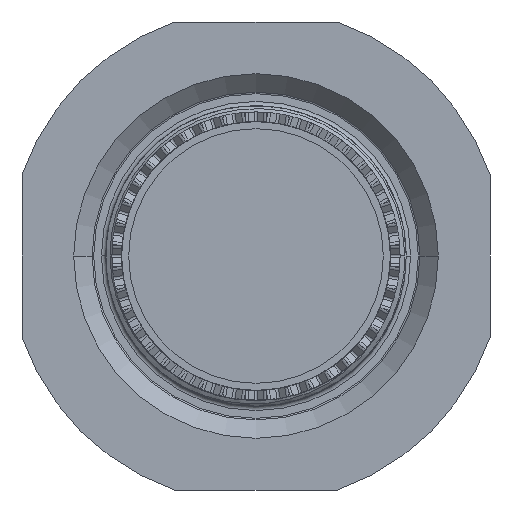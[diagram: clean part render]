
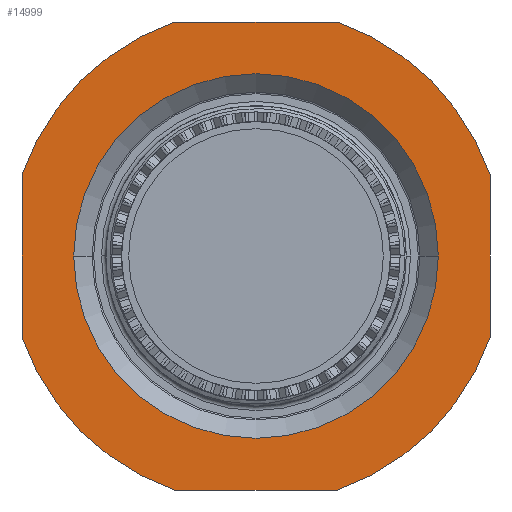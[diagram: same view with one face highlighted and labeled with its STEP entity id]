
A CAD part, front view. The second image highlights one B-rep face of the part: STEP entity #14999.
In plain terms, the highlighted planar face has unit normal (0, -1, 0).
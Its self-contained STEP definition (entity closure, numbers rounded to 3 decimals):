
#5003=CARTESIAN_POINT('',(0.,-26.5,0.));
#5004=DIRECTION('',(0.,-1.,0.));
#5005=DIRECTION('',(-1.,0.,0.));
#5006=AXIS2_PLACEMENT_3D('',#5003,#5004,#5005);
#5008=CARTESIAN_POINT('',(0.,-26.5,0.));
#5009=DIRECTION('',(0.,1.,0.));
#5010=DIRECTION('',(-1.,0.,0.));
#5011=AXIS2_PLACEMENT_3D('',#5008,#5009,#5010);
#5013=DIRECTION('',(0.,0.,-1.));
#5014=VECTOR('',#5013,18.357);
#5015=CARTESIAN_POINT('',(-26.4,-26.5,9.178));
#5016=LINE('',#5015,#5014);
#5017=DIRECTION('',(-1.,0.,0.));
#5018=VECTOR('',#5017,18.357);
#5019=CARTESIAN_POINT('',(9.178,-26.5,26.4));
#5020=LINE('',#5019,#5018);
#5021=DIRECTION('',(0.,0.,1.));
#5022=VECTOR('',#5021,18.357);
#5023=CARTESIAN_POINT('',(26.4,-26.5,-9.178));
#5024=LINE('',#5023,#5022);
#5025=DIRECTION('',(1.,0.,0.));
#5026=VECTOR('',#5025,18.357);
#5027=CARTESIAN_POINT('',(-9.178,-26.5,-26.4));
#5028=LINE('',#5027,#5026);
#5033=CARTESIAN_POINT('',(0.,-26.5,0.));
#5034=DIRECTION('',(0.,-1.,0.));
#5035=DIRECTION('',(-0.945,0.,-0.328));
#5036=AXIS2_PLACEMENT_3D('',#5033,#5034,#5035);
#5046=CARTESIAN_POINT('',(0.,-26.5,0.));
#5047=DIRECTION('',(0.,-1.,0.));
#5048=DIRECTION('',(0.328,0.,-0.945));
#5049=AXIS2_PLACEMENT_3D('',#5046,#5047,#5048);
#8540=CARTESIAN_POINT('',(0.,-26.5,0.));
#8541=DIRECTION('',(0.,1.,0.));
#8542=DIRECTION('',(-0.945,0.,0.328));
#8543=AXIS2_PLACEMENT_3D('',#8540,#8541,#8542);
#8549=CARTESIAN_POINT('',(0.,-26.5,0.));
#8550=DIRECTION('',(0.,1.,0.));
#8551=DIRECTION('',(0.328,0.,0.945));
#8552=AXIS2_PLACEMENT_3D('',#8549,#8550,#8551);
#8968=CARTESIAN_POINT('',(-20.565,-26.5,0.));
#8969=CARTESIAN_POINT('',(20.565,-26.5,0.));
#8970=VERTEX_POINT('',#8968);
#8971=VERTEX_POINT('',#8969);
#9549=CARTESIAN_POINT('',(-26.4,-26.5,9.178));
#9550=CARTESIAN_POINT('',(-26.4,-26.5,-9.178));
#9551=VERTEX_POINT('',#9549);
#9552=VERTEX_POINT('',#9550);
#9553=CARTESIAN_POINT('',(-9.178,-26.5,-26.4));
#9554=CARTESIAN_POINT('',(9.178,-26.5,-26.4));
#9555=VERTEX_POINT('',#9553);
#9556=VERTEX_POINT('',#9554);
#9557=CARTESIAN_POINT('',(26.4,-26.5,-9.178));
#9558=CARTESIAN_POINT('',(26.4,-26.5,9.178));
#9559=VERTEX_POINT('',#9557);
#9560=VERTEX_POINT('',#9558);
#9561=CARTESIAN_POINT('',(9.178,-26.5,26.4));
#9562=CARTESIAN_POINT('',(-9.178,-26.5,26.4));
#9563=VERTEX_POINT('',#9561);
#9564=VERTEX_POINT('',#9562);
#14972=CARTESIAN_POINT('',(0.,-26.5,0.));
#14973=DIRECTION('',(0.,1.,0.));
#14974=DIRECTION('',(-1.,0.,0.));
#14975=AXIS2_PLACEMENT_3D('',#14972,#14973,#14974);
#14976=PLANE('',#14975);
#14978=ORIENTED_EDGE('',*,*,#14977,.F.);
#14980=ORIENTED_EDGE('',*,*,#14979,.T.);
#14982=ORIENTED_EDGE('',*,*,#14981,.F.);
#14984=ORIENTED_EDGE('',*,*,#14983,.T.);
#14986=ORIENTED_EDGE('',*,*,#14985,.F.);
#14988=ORIENTED_EDGE('',*,*,#14987,.F.);
#14990=ORIENTED_EDGE('',*,*,#14989,.F.);
#14992=ORIENTED_EDGE('',*,*,#14991,.F.);
#14993=EDGE_LOOP('',(#14978,#14980,#14982,#14984,#14986,#14988,#14990,#14992));
#14994=FACE_OUTER_BOUND('',#14993,.F.);
#14995=ORIENTED_EDGE('',*,*,#14939,.T.);
#14996=ORIENTED_EDGE('',*,*,#14954,.F.);
#14997=EDGE_LOOP('',(#14995,#14996));
#14998=FACE_BOUND('',#14997,.F.);
#14999=ADVANCED_FACE('',(#14994,#14998),#14976,.F.);
#5007=CIRCLE('',#5006,20.565);
#5012=CIRCLE('',#5011,20.565);
#5037=CIRCLE('',#5036,27.95);
#5050=CIRCLE('',#5049,27.95);
#8544=CIRCLE('',#8543,27.95);
#8553=CIRCLE('',#8552,27.95);
#14939=EDGE_CURVE('',#8970,#8971,#5007,.T.);
#14954=EDGE_CURVE('',#8970,#8971,#5012,.T.);
#14977=EDGE_CURVE('',#9551,#9552,#5016,.T.);
#14979=EDGE_CURVE('',#9551,#9564,#8544,.T.);
#14981=EDGE_CURVE('',#9563,#9564,#5020,.T.);
#14983=EDGE_CURVE('',#9563,#9560,#8553,.T.);
#14985=EDGE_CURVE('',#9559,#9560,#5024,.T.);
#14987=EDGE_CURVE('',#9556,#9559,#5050,.T.);
#14989=EDGE_CURVE('',#9555,#9556,#5028,.T.);
#14991=EDGE_CURVE('',#9552,#9555,#5037,.T.);
